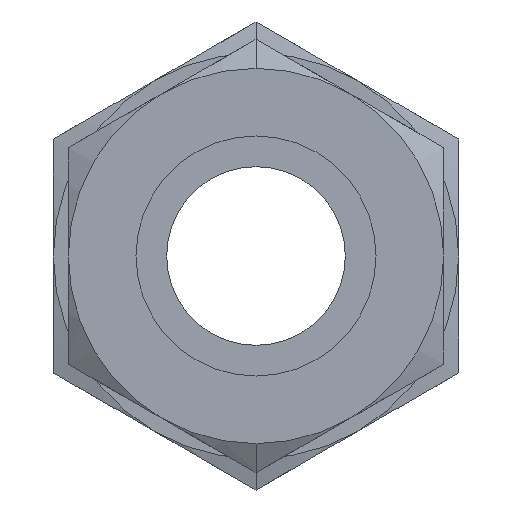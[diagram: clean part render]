
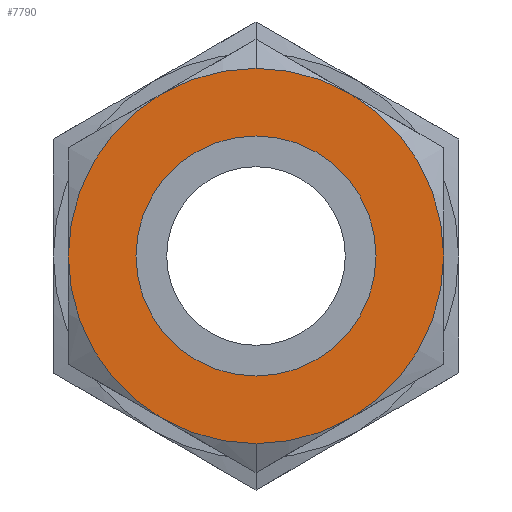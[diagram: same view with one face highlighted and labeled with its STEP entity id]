
A CAD part, left-side view. The second image highlights one B-rep face of the part: STEP entity #7790.
In plain terms, the highlighted planar face has unit normal (-1, 0, 0).
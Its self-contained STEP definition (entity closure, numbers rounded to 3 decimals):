
#58 = CIRCLE ( 'NONE', #7659, 8. ) ;
#78 = AXIS2_PLACEMENT_3D ( 'NONE', #728, #1454, #5143 ) ;
#82 = DIRECTION ( 'NONE',  ( 1., 0., 0. ) ) ;
#238 = CIRCLE ( 'NONE', #78, 8. ) ;
#336 = CARTESIAN_POINT ( 'NONE',  ( 0., 0., 12.5 ) ) ;
#524 = EDGE_CURVE ( 'NONE', #1867, #8127, #2995, .T. ) ;
#728 = CARTESIAN_POINT ( 'NONE',  ( 0., 0., 0. ) ) ;
#892 = FACE_BOUND ( 'NONE', #1838, .T. ) ;
#1281 = VERTEX_POINT ( 'NONE', #8959 ) ;
#1454 = DIRECTION ( 'NONE',  ( 1., 0., 0. ) ) ;
#1685 = DIRECTION ( 'NONE',  ( 0., 0., -1. ) ) ;
#1838 = EDGE_LOOP ( 'NONE', ( #4177, #9235 ) ) ;
#1867 = VERTEX_POINT ( 'NONE', #5758 ) ;
#2350 = DIRECTION ( 'NONE',  ( -1., 0., 0. ) ) ;
#2995 = CIRCLE ( 'NONE', #4243, 12.5 ) ;
#3049 = CARTESIAN_POINT ( 'NONE',  ( 0., 0., -8. ) ) ;
#3367 = ORIENTED_EDGE ( 'NONE', *, *, #524, .F. ) ;
#4177 = ORIENTED_EDGE ( 'NONE', *, *, #7964, .T. ) ;
#4243 = AXIS2_PLACEMENT_3D ( 'NONE', #6974, #6234, #1685 ) ;
#4677 = FACE_OUTER_BOUND ( 'NONE', #5430, .T. ) ;
#4849 = CARTESIAN_POINT ( 'NONE',  ( 0., 0., 0. ) ) ;
#5048 = CARTESIAN_POINT ( 'NONE',  ( 0., 0., 0. ) ) ;
#5143 = DIRECTION ( 'NONE',  ( 0., 0., -1. ) ) ;
#5430 = EDGE_LOOP ( 'NONE', ( #7453, #3367 ) ) ;
#5671 = DIRECTION ( 'NONE',  ( 1., 0., 0. ) ) ;
#5758 = CARTESIAN_POINT ( 'NONE',  ( 0., 0., -12.5 ) ) ;
#5811 = DIRECTION ( 'NONE',  ( 0., 0., 1. ) ) ;
#5945 = AXIS2_PLACEMENT_3D ( 'NONE', #5048, #82, #5811 ) ;
#6026 = PLANE ( 'NONE',  #7217 ) ;
#6181 = EDGE_CURVE ( 'NONE', #1281, #9378, #58, .T. ) ;
#6209 = EDGE_CURVE ( 'NONE', #8127, #1867, #8122, .T. ) ;
#6234 = DIRECTION ( 'NONE',  ( 1., 0., 0. ) ) ;
#6974 = CARTESIAN_POINT ( 'NONE',  ( 0., 0., 0. ) ) ;
#7217 = AXIS2_PLACEMENT_3D ( 'NONE', #8987, #2350, #8404 ) ;
#7453 = ORIENTED_EDGE ( 'NONE', *, *, #6209, .F. ) ;
#7659 = AXIS2_PLACEMENT_3D ( 'NONE', #4849, #5671, #8630 ) ;
#7790 = ADVANCED_FACE ( 'NONE', ( #892, #4677 ), #6026, .T. ) ;
#7964 = EDGE_CURVE ( 'NONE', #9378, #1281, #238, .T. ) ;
#8122 = CIRCLE ( 'NONE', #5945, 12.5 ) ;
#8127 = VERTEX_POINT ( 'NONE', #336 ) ;
#8404 = DIRECTION ( 'NONE',  ( 0., 0., 1. ) ) ;
#8630 = DIRECTION ( 'NONE',  ( 0., 0., 1. ) ) ;
#8959 = CARTESIAN_POINT ( 'NONE',  ( 0., 0., 8. ) ) ;
#8987 = CARTESIAN_POINT ( 'NONE',  ( 0., 0., 6.25 ) ) ;
#9235 = ORIENTED_EDGE ( 'NONE', *, *, #6181, .T. ) ;
#9378 = VERTEX_POINT ( 'NONE', #3049 ) ;
